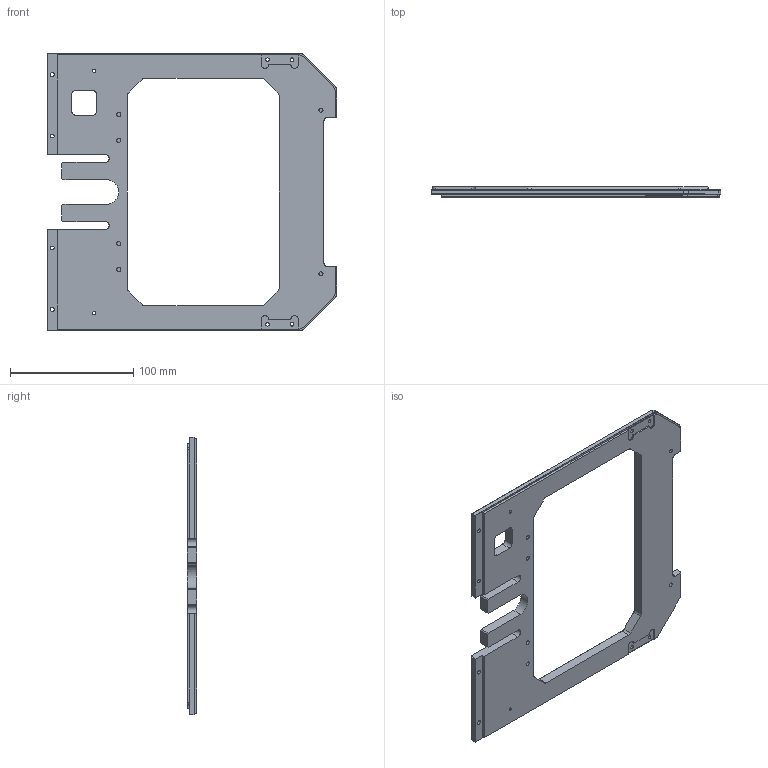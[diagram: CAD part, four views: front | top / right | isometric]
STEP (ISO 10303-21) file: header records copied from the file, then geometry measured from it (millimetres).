
FILE_DESCRIPTION(/* description */ (''),/* implementation_level */ '2;1');
FILE_NAME(/* name */ 'SL1 - 7 - Top part.step',/* time_stamp */ '2019-02-21T12:00:08+01:00',/* author */ (''),/* organization */ (''),/* preprocessor_version */ 'ST-DEVELOPER v17.2',/* originating_system */ 'Autodesk Translation Framework v7.6.0.251',/* authorisation */ '');
FILE_SCHEMA (('AUTOMOTIVE_DESIGN { 1 0 10303 214 3 1 1 }'));
Length unit declared in the file: millimetre
Products named in the file (1): SL1 - 7 - Top part
Bounding box: 235.51 x 8 x 225.8 mm (x, y, z)
Volume: 193119.2 mm3; surface area: 67052 mm2
Topology: 1 solids, 1 shells, 183 faces, 477 edges, 310 vertices
Faces by surface type: plane 104, cylinder 57, cone 16, bspline 6
Full cylindrical faces by diameter (mm): 2.529 x2, 3 x4, 3.2 x4, 3.332 x6, 5.5 x8
Entity records: 5939 total; most frequent: CARTESIAN_POINT 1265, DIRECTION 961, ORIENTED_EDGE 954, EDGE_CURVE 477, LINE 325, VECTOR 325, AXIS2_PLACEMENT_3D 318, VERTEX_POINT 310
